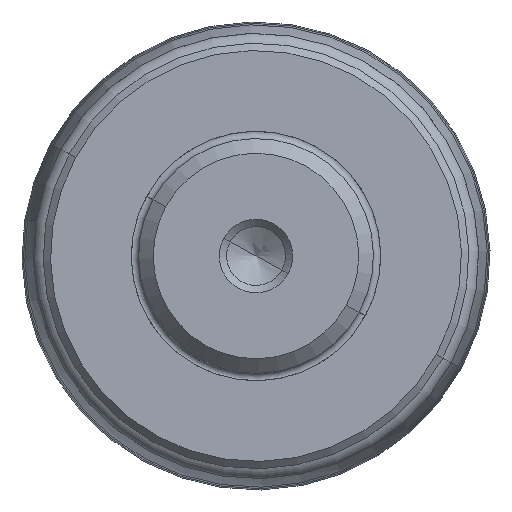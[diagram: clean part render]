
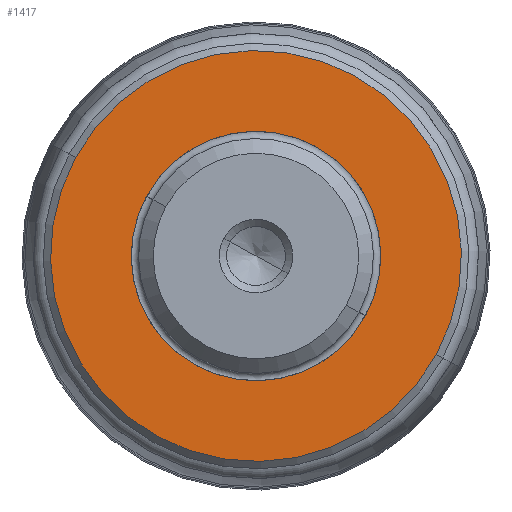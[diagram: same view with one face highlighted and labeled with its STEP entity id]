
A CAD part, left-side view. The second image highlights one B-rep face of the part: STEP entity #1417.
In plain terms, the highlighted planar face has unit normal (-1, 0, 0).
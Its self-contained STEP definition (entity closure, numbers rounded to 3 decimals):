
#962=CARTESIAN_POINT('Vertex',(23.001,12.356,6.721)) ;
#965=CARTESIAN_POINT('Axis2P3D Location',(23.001,0.07,0.009)) ;
#969=CARTESIAN_POINT('Vertex',(23.001,-12.217,-6.703)) ;
#984=CARTESIAN_POINT('Axis2P3D Location',(23.001,0.07,0.009)) ;
#1001=CARTESIAN_POINT('Axis2P3D Location',(23.001,0.07,0.009)) ;
#1005=CARTESIAN_POINT('Vertex',(23.001,7.532,4.086)) ;
#1007=CARTESIAN_POINT('Vertex',(23.001,-7.393,-4.068)) ;
#1036=CARTESIAN_POINT('Axis2P3D Location',(23.001,0.07,0.009)) ;
#1404=CARTESIAN_POINT('Axis2P3D Location',(23.001,8.573,0.009)) ;
#966=DIRECTION('Axis2P3D Direction',(1.,0.,0.)) ;
#985=DIRECTION('Axis2P3D Direction',(1.,0.,0.)) ;
#1002=DIRECTION('Axis2P3D Direction',(1.,0.,0.)) ;
#1037=DIRECTION('Axis2P3D Direction',(1.,0.,0.)) ;
#1405=DIRECTION('Axis2P3D Direction',(1.,0.,0.)) ;
#1406=DIRECTION('Axis2P3D XDirection',(0.,1.,0.)) ;
#967=AXIS2_PLACEMENT_3D('Circle Axis2P3D',#965,#966,$) ;
#986=AXIS2_PLACEMENT_3D('Circle Axis2P3D',#984,#985,$) ;
#1003=AXIS2_PLACEMENT_3D('Circle Axis2P3D',#1001,#1002,$) ;
#1038=AXIS2_PLACEMENT_3D('Circle Axis2P3D',#1036,#1037,$) ;
#1407=AXIS2_PLACEMENT_3D('Plane Axis2P3D',#1404,#1405,#1406) ;
#1410=ORIENTED_EDGE('',*,*,#971,.F.) ;
#1411=ORIENTED_EDGE('',*,*,#988,.F.) ;
#1414=ORIENTED_EDGE('',*,*,#1040,.T.) ;
#1415=ORIENTED_EDGE('',*,*,#1009,.T.) ;
#1416=FACE_BOUND('',#1413,.T.) ;
#1417=ADVANCED_FACE('Hauptk\X2\00F6\X0\rper',(#1412,#1416),#1408,.F.) ;
#968=CIRCLE('generated circle',#967,14.) ;
#987=CIRCLE('generated circle',#986,14.) ;
#1004=CIRCLE('generated circle',#1003,8.504) ;
#1039=CIRCLE('generated circle',#1038,8.504) ;
#971=EDGE_CURVE('',#963,#970,#968,.T.) ;
#988=EDGE_CURVE('',#970,#963,#987,.T.) ;
#1009=EDGE_CURVE('',#1006,#1008,#1004,.T.) ;
#1040=EDGE_CURVE('',#1008,#1006,#1039,.T.) ;
#1409=EDGE_LOOP('',(#1410,#1411)) ;
#1413=EDGE_LOOP('',(#1414,#1415)) ;
#1412=FACE_OUTER_BOUND('',#1409,.T.) ;
#1408=PLANE('',#1407) ;
#963=VERTEX_POINT('',#962) ;
#970=VERTEX_POINT('',#969) ;
#1006=VERTEX_POINT('',#1005) ;
#1008=VERTEX_POINT('',#1007) ;
